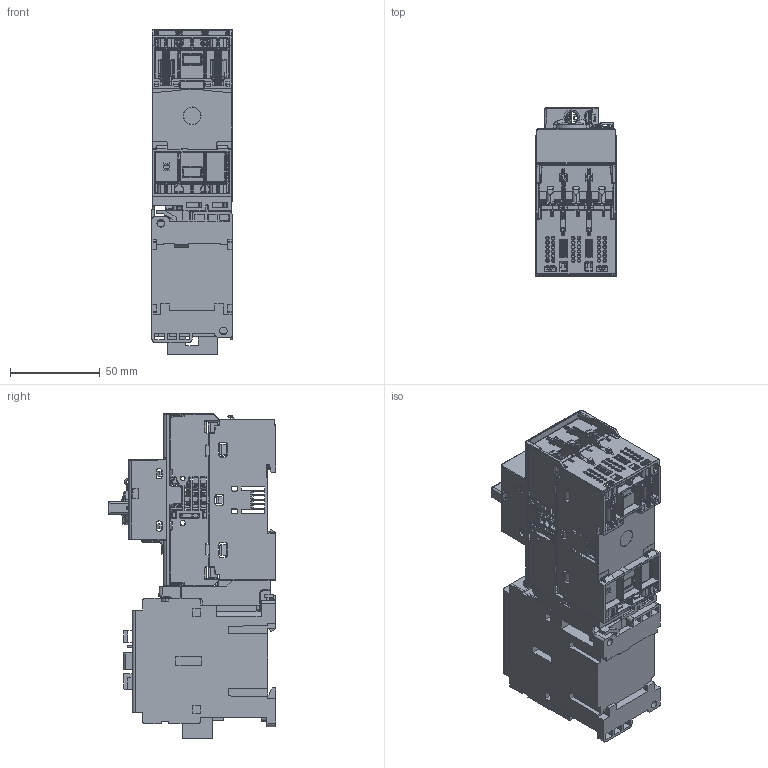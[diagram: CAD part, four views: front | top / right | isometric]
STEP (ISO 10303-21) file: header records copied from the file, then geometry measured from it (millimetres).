
FILE_DESCRIPTION((''),'2;1');
FILE_NAME('2COMP_C_FRAME','2023-03-24T14:26:57',('MLatos'),('Rockwell Automation'),'CREO PARAMETRIC BY PTC INC, 2022162','CREO PARAMETRIC BY PTC INC, 2022162','');
FILE_SCHEMA(('CONFIG_CONTROL_DESIGN'));
Products named in the file (1): 2COMP_C_FRAME
Bounding box: 44.9 x 93.68 x 181.35 mm (x, y, z)
Surface area: 89742.6 mm2 (no closed solid volume)
Topology: 0 solids, 498 shells, 2421 faces, 13712 edges, 11618 vertices
Faces by surface type: plane 1239, cylinder 791, torus 165, bspline 159, cone 60, sphere 7
Entity records: 184298 total; most frequent: CARTESIAN_POINT 89099, ORIENTED_EDGE 16918, DIRECTION 16734, EDGE_CURVE 13702, VERTEX_POINT 11618, VECTOR 7744, LINE 7744, AXIS2_PLACEMENT_3D 4495
